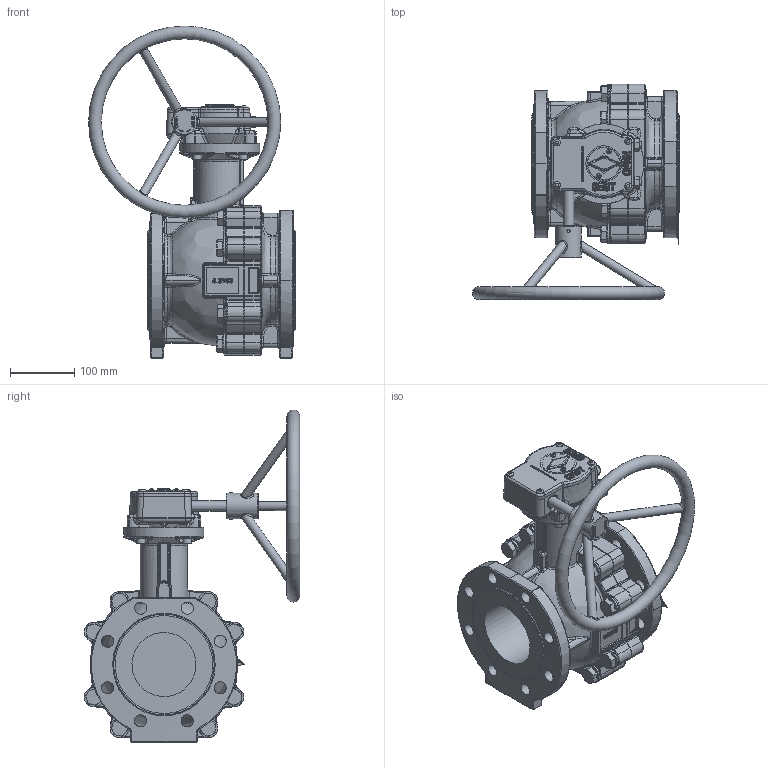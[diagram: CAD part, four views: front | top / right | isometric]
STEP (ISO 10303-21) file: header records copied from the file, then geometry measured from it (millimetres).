
FILE_DESCRIPTION(('HOOPS Exchange Step'),'2;1');
FILE_NAME('FK13011011.stp','2025-09-18T11:01:48+02:00',('nieru'),('Unknown organisation'),'HOOPS Exchange 2024.2','HOOPS Exchange','Unknown authorisation');
FILE_SCHEMA( ('AP203_CONFIGURATION_CONTROLLED_3D_DESIGN_OF_MECHANICAL_PARTS_AND_ASSEMBLIES_MIM_LF') );
Length unit declared in the file: millimetre
Products named in the file (4): 0; root
Assembly tree (3 placements, depth 3):
  root
    0
      0
      0
Bounding box: 323.12 x 336.47 x 518.5 mm (x, y, z)
Volume: 6255472.2 mm3; surface area: 724614.8 mm2
Topology: 31 solids, 672 shells, 2790 faces, 8562 edges, 6533 vertices
Faces by surface type: cylinder 847, bspline 749, plane 723, torus 218, cone 161, sphere 67, extrusion 25
Full cylindrical faces by diameter (mm): 2.2 x4, 6.647 x5, 8 x8, 8.376 x4, 10.106 x4, 10.5 x4, 11 x4, 13 x8, 14 x3, 14.8 x8, 16 x14, 17 x10, 17.15 x1, 19 x16, 22 x2, 22.49 x8, 30 x8, 40 x1, 52 x2, 56 x1, 71 x1, 125 x1, 152.7 x2, 157.2 x2
Entity records: 288370 total; most frequent: CARTESIAN_POINT 218696, ORIENTED_EDGE 14011, DIRECTION 11211, EDGE_CURVE 8526, VERTEX_POINT 6533, AXIS2_PLACEMENT_3D 4305, B_SPLINE_CURVE_WITH_KNOTS 3434, EDGE_LOOP 2983
